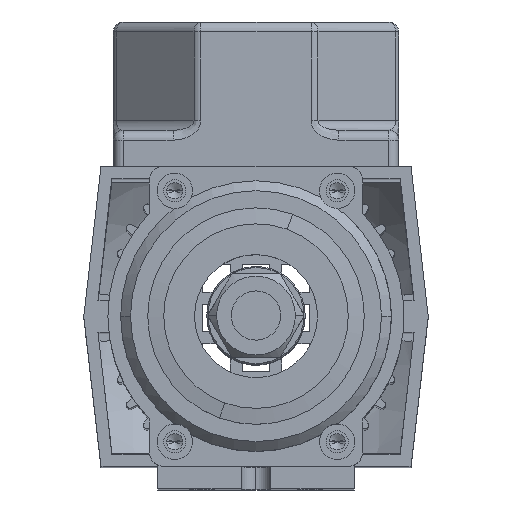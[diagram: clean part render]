
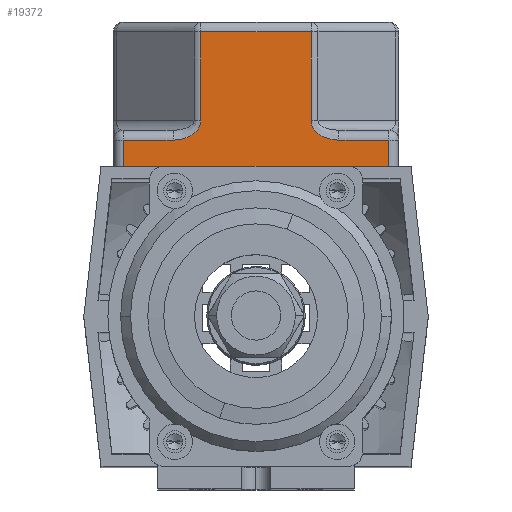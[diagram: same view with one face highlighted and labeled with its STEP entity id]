
A CAD part, top view. The second image highlights one B-rep face of the part: STEP entity #19372.
In plain terms, the highlighted face is planar.
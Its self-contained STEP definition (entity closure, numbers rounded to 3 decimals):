
#342 = LINE ( 'NONE', #3760, #20100 ) ;
#475 = EDGE_CURVE ( 'NONE', #10128, #17274, #20142, .T. ) ;
#654 = EDGE_CURVE ( 'NONE', #7869, #15799, #18928, .T. ) ;
#665 = CARTESIAN_POINT ( 'NONE',  ( 11.184, -29., 7.157 ) ) ;
#727 = CARTESIAN_POINT ( 'NONE',  ( 11.184, -29., 9.5 ) ) ;
#785 = VERTEX_POINT ( 'NONE', #11133 ) ;
#1303 = PLANE ( 'NONE',  #2318 ) ;
#1634 = DIRECTION ( 'NONE',  ( -1., 0., 0. ) ) ;
#1649 = EDGE_CURVE ( 'NONE', #10128, #785, #13704, .T. ) ;
#1762 = CARTESIAN_POINT ( 'NONE',  ( -11.184, -29., 7.157 ) ) ;
#2318 = AXIS2_PLACEMENT_3D ( 'NONE', #12420, #12493, #2912 ) ;
#2333 = FACE_OUTER_BOUND ( 'NONE', #13402, .T. ) ;
#2335 = CARTESIAN_POINT ( 'NONE',  ( 16.841, -29., 5.5 ) ) ;
#2506 = VECTOR ( 'NONE', #13136, 1000. ) ;
#2790 = VECTOR ( 'NONE', #9927, 1000. ) ;
#2912 = DIRECTION ( 'NONE',  ( 0., 0., 1. ) ) ;
#2921 = ORIENTED_EDGE ( 'NONE', *, *, #1649, .T. ) ;
#3386 = CARTESIAN_POINT ( 'NONE',  ( -27., -29., 5.5 ) ) ;
#3447 = CARTESIAN_POINT ( 'NONE',  ( 11.184, -29., 27.5 ) ) ;
#3621 = CARTESIAN_POINT ( 'NONE',  ( -11.184, -29., 7.5 ) ) ;
#3760 = CARTESIAN_POINT ( 'NONE',  ( 12.012, -29., 5.5 ) ) ;
#4486 = ORIENTED_EDGE ( 'NONE', *, *, #14420, .T. ) ;
#5169 = VECTOR ( 'NONE', #10258, 1000. ) ;
#5344 = CARTESIAN_POINT ( 'NONE',  ( -11.184, -29., 9.5 ) ) ;
#5480 = CARTESIAN_POINT ( 'NONE',  ( 16.841, -29., 5.5 ) ) ;
#6951 = VECTOR ( 'NONE', #1634, 1000. ) ;
#6952 = DIRECTION ( 'NONE',  ( -1., 0., 0. ) ) ;
#7029 = LINE ( 'NONE', #11731, #2790 ) ;
#7113 = CARTESIAN_POINT ( 'NONE',  ( -16.841, -29., 5.5 ) ) ;
#7250 = EDGE_CURVE ( 'NONE', #8682, #17274, #342, .T. ) ;
#7305 = EDGE_CURVE ( 'NONE', #18663, #7869, #7029, .T. ) ;
#7814 = ORIENTED_EDGE ( 'NONE', *, *, #8301, .F. ) ;
#7865 = CARTESIAN_POINT ( 'NONE',  ( -13.527, -29., 5.5 ) ) ;
#7869 = VERTEX_POINT ( 'NONE', #3386 ) ;
#8301 = EDGE_CURVE ( 'NONE', #18663, #15357, #10405, .T. ) ;
#8393 = VECTOR ( 'NONE', #19162, 1000. ) ;
#8682 = VERTEX_POINT ( 'NONE', #16520 ) ;
#9627 = DIRECTION ( 'NONE',  ( 0., 0., 1. ) ) ;
#9883 = LINE ( 'NONE', #3621, #8393 ) ;
#9927 = DIRECTION ( 'NONE',  ( -1., 0., 0. ) ) ;
#10033 = EDGE_CURVE ( 'NONE', #785, #16966, #17810, .T. ) ;
#10128 = VERTEX_POINT ( 'NONE', #17492 ) ;
#10258 = DIRECTION ( 'NONE',  ( 1., 0., 0. ) ) ;
#10405 =( BOUNDED_CURVE ( )  B_SPLINE_CURVE ( 3, ( #20429, #7865, #1762, #11265 ),
 .UNSPECIFIED., .F., .F. ) 
 B_SPLINE_CURVE_WITH_KNOTS ( ( 4, 4 ),
 ( 1.571, 3.142 ),
 .UNSPECIFIED. ) 
 CURVE ( )  GEOMETRIC_REPRESENTATION_ITEM ( )  RATIONAL_B_SPLINE_CURVE ( ( 1., 0.805, 0.805, 1. ) ) 
 REPRESENTATION_ITEM ( '' )  );
#10624 = ORIENTED_EDGE ( 'NONE', *, *, #7250, .T. ) ;
#11133 = CARTESIAN_POINT ( 'NONE',  ( 11.184, -29., 27.5 ) ) ;
#11265 = CARTESIAN_POINT ( 'NONE',  ( -11.184, -29., 9.5 ) ) ;
#11479 = CARTESIAN_POINT ( 'NONE',  ( 27., -29., 0. ) ) ;
#11731 = CARTESIAN_POINT ( 'NONE',  ( -29., -29., 5.5 ) ) ;
#11974 = ORIENTED_EDGE ( 'NONE', *, *, #17231, .T. ) ;
#12309 = VERTEX_POINT ( 'NONE', #11479 ) ;
#12420 = CARTESIAN_POINT ( 'NONE',  ( -29., -29., 29.5 ) ) ;
#12493 = DIRECTION ( 'NONE',  ( 0., 1., 0. ) ) ;
#13135 = ORIENTED_EDGE ( 'NONE', *, *, #654, .T. ) ;
#13136 = DIRECTION ( 'NONE',  ( 0., 0., 1. ) ) ;
#13402 = EDGE_LOOP ( 'NONE', ( #14650, #13135, #11974, #4486, #10624, #19392, #2921, #19643, #13682, #7814 ) ) ;
#13428 = CARTESIAN_POINT ( 'NONE',  ( 13.527, -29., 5.5 ) ) ;
#13682 = ORIENTED_EDGE ( 'NONE', *, *, #17191, .T. ) ;
#13704 = LINE ( 'NONE', #3447, #19129 ) ;
#13828 = DIRECTION ( 'NONE',  ( 0., 0., -1. ) ) ;
#14381 = CARTESIAN_POINT ( 'NONE',  ( -29., -29., 27.5 ) ) ;
#14420 = EDGE_CURVE ( 'NONE', #12309, #8682, #17863, .T. ) ;
#14650 = ORIENTED_EDGE ( 'NONE', *, *, #7305, .T. ) ;
#15357 = VERTEX_POINT ( 'NONE', #5344 ) ;
#15375 = CARTESIAN_POINT ( 'NONE',  ( -11.184, -29., 27.5 ) ) ;
#15799 = VERTEX_POINT ( 'NONE', #18920 ) ;
#16520 = CARTESIAN_POINT ( 'NONE',  ( 27., -29., 5.5 ) ) ;
#16557 = CARTESIAN_POINT ( 'NONE',  ( -29., -29., 0. ) ) ;
#16966 = VERTEX_POINT ( 'NONE', #15375 ) ;
#17040 = LINE ( 'NONE', #16557, #5169 ) ;
#17191 = EDGE_CURVE ( 'NONE', #16966, #15357, #9883, .T. ) ;
#17231 = EDGE_CURVE ( 'NONE', #15799, #12309, #17040, .T. ) ;
#17274 = VERTEX_POINT ( 'NONE', #5480 ) ;
#17492 = CARTESIAN_POINT ( 'NONE',  ( 11.184, -29., 9.5 ) ) ;
#17747 = CARTESIAN_POINT ( 'NONE',  ( 27., -29., 29.5 ) ) ;
#17810 = LINE ( 'NONE', #14381, #6951 ) ;
#17863 = LINE ( 'NONE', #17747, #2506 ) ;
#17956 = VECTOR ( 'NONE', #13828, 1000. ) ;
#18663 = VERTEX_POINT ( 'NONE', #7113 ) ;
#18920 = CARTESIAN_POINT ( 'NONE',  ( -27., -29., 0. ) ) ;
#18928 = LINE ( 'NONE', #20227, #17956 ) ;
#19129 = VECTOR ( 'NONE', #9627, 1000. ) ;
#19162 = DIRECTION ( 'NONE',  ( 0., 0., -1. ) ) ;
#19372 = ADVANCED_FACE ( 'NONE', ( #2333 ), #1303, .F. ) ;
#19392 = ORIENTED_EDGE ( 'NONE', *, *, #475, .F. ) ;
#19643 = ORIENTED_EDGE ( 'NONE', *, *, #10033, .T. ) ;
#20100 = VECTOR ( 'NONE', #6952, 1000. ) ;
#20142 =( BOUNDED_CURVE ( )  B_SPLINE_CURVE ( 3, ( #727, #665, #13428, #2335 ),
 .UNSPECIFIED., .F., .T. ) 
 B_SPLINE_CURVE_WITH_KNOTS ( ( 4, 4 ),
 ( 0., 1.571 ),
 .UNSPECIFIED. ) 
 CURVE ( )  GEOMETRIC_REPRESENTATION_ITEM ( )  RATIONAL_B_SPLINE_CURVE ( ( 1., 0.805, 0.805, 1. ) ) 
 REPRESENTATION_ITEM ( '' )  );
#20227 = CARTESIAN_POINT ( 'NONE',  ( -27., -29., 29.5 ) ) ;
#20429 = CARTESIAN_POINT ( 'NONE',  ( -16.841, -29., 5.5 ) ) ;
